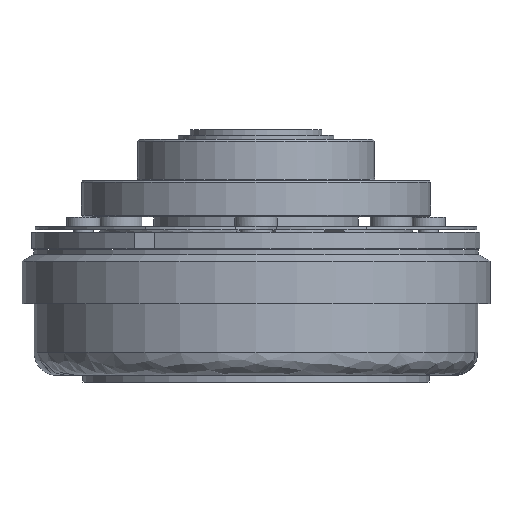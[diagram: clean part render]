
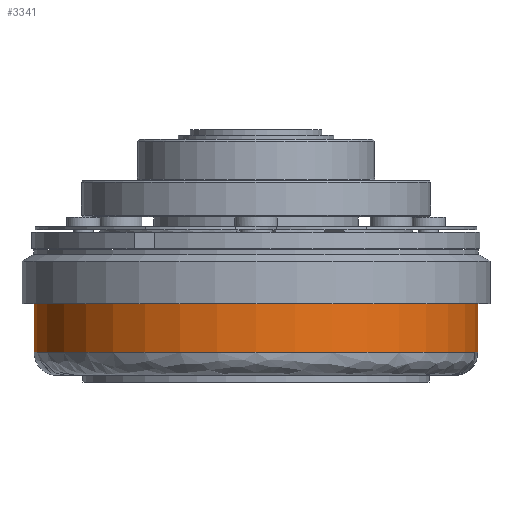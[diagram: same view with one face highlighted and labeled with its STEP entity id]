
A CAD part, front view. The second image highlights one B-rep face of the part: STEP entity #3341.
In plain terms, the highlighted cylindrical face has radius 67.35 mm (diameter 134.7 mm), a partial arc.
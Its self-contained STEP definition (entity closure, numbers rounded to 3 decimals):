
#2774 = CARTESIAN_POINT ( 'NONE',  ( 67.35, 0., 21.7 ) ) ;
#3019 = VERTEX_POINT ( 'NONE', #2774 ) ;
#3244 = ORIENTED_EDGE ( 'NONE', *, *, #3374, .F. ) ;
#3340 = ORIENTED_EDGE ( 'NONE', *, *, #5861, .F. ) ;
#3341 = ADVANCED_FACE ( 'NONE', ( #6173 ), #6167, .T. ) ;
#3342 = EDGE_LOOP ( 'NONE', ( #3340, #3244, #3373, #3376 ) ) ;
#3373 = ORIENTED_EDGE ( 'NONE', *, *, #5905, .T. ) ;
#3374 = EDGE_CURVE ( 'NONE', #5928, #3019, #6061, .T. ) ;
#3376 = ORIENTED_EDGE ( 'NONE', *, *, #5746, .T. ) ;
#5670 = VERTEX_POINT ( 'NONE', #10165 ) ;
#5688 = VERTEX_POINT ( 'NONE', #10321 ) ;
#5746 = EDGE_CURVE ( 'NONE', #5688, #5670, #10367, .T. ) ;
#5861 = EDGE_CURVE ( 'NONE', #3019, #5670, #10592, .T. ) ;
#5905 = EDGE_CURVE ( 'NONE', #5928, #5688, #10532, .T. ) ;
#5928 = VERTEX_POINT ( 'NONE', #10654 ) ;
#6057 = DIRECTION ( 'NONE',  ( -1., 0., 0. ) ) ;
#6058 = DIRECTION ( 'NONE',  ( 0., 0., 1. ) ) ;
#6059 = CARTESIAN_POINT ( 'NONE',  ( 0., 0., 21.7 ) ) ;
#6060 = AXIS2_PLACEMENT_3D ( 'NONE', #6059, #6058, #6057 ) ;
#6061 = CIRCLE ( 'NONE', #6060, 67.35 ) ;
#6162 = DIRECTION ( 'NONE',  ( -1., 0., 0. ) ) ;
#6163 = DIRECTION ( 'NONE',  ( 0., 0., -1. ) ) ;
#6164 = AXIS2_PLACEMENT_3D ( 'NONE', #6166, #6163, #6162 ) ;
#6166 = CARTESIAN_POINT ( 'NONE',  ( 0., 0., 28.8 ) ) ;
#6167 = CYLINDRICAL_SURFACE ( 'NONE', #6164, 67.35 ) ;
#6173 = FACE_OUTER_BOUND ( 'NONE', #3342, .T. ) ;
#10165 = CARTESIAN_POINT ( 'NONE',  ( 67.35, 0., 7. ) ) ;
#10321 = CARTESIAN_POINT ( 'NONE',  ( -67.35, 0., 7. ) ) ;
#10344 = DIRECTION ( 'NONE',  ( 0., 0., 1. ) ) ;
#10367 = CIRCLE ( 'NONE', #10372, 67.35 ) ;
#10372 = AXIS2_PLACEMENT_3D ( 'NONE', #10373, #10344, #10470 ) ;
#10373 = CARTESIAN_POINT ( 'NONE',  ( 0., 0., 7. ) ) ;
#10470 = DIRECTION ( 'NONE',  ( -1., 0., 0. ) ) ;
#10529 = DIRECTION ( 'NONE',  ( 0., 0., -1. ) ) ;
#10530 = VECTOR ( 'NONE', #10529, 1000. ) ;
#10531 = CARTESIAN_POINT ( 'NONE',  ( -67.35, 0., 28.8 ) ) ;
#10532 = LINE ( 'NONE', #10531, #10530 ) ;
#10552 = DIRECTION ( 'NONE',  ( 0., 0., -1. ) ) ;
#10592 = LINE ( 'NONE', #10609, #10608 ) ;
#10608 = VECTOR ( 'NONE', #10552, 1000. ) ;
#10609 = CARTESIAN_POINT ( 'NONE',  ( 67.35, 0., 28.8 ) ) ;
#10654 = CARTESIAN_POINT ( 'NONE',  ( -67.35, 0., 21.7 ) ) ;
